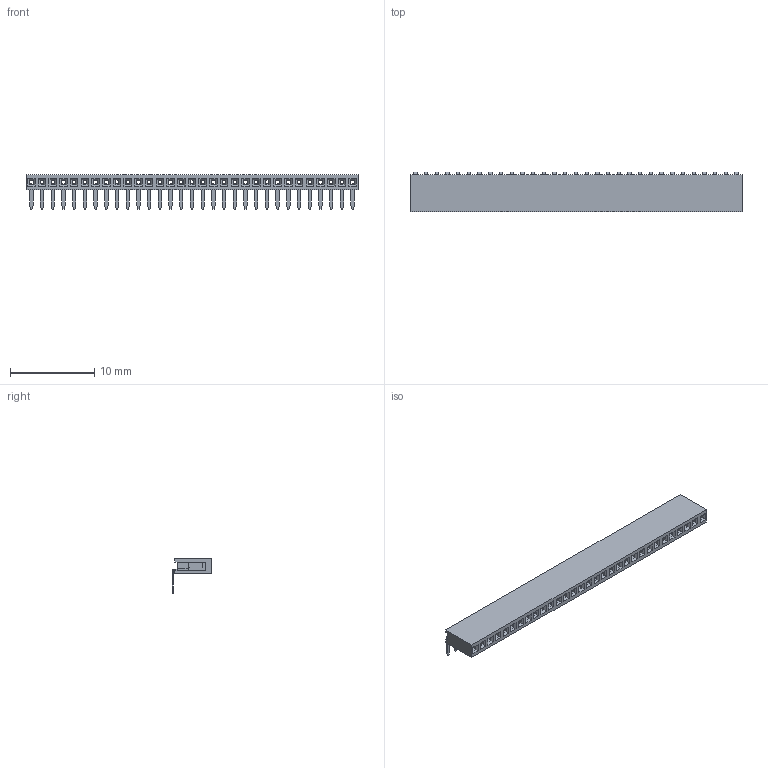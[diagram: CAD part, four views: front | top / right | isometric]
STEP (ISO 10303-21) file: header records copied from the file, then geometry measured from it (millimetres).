
FILE_DESCRIPTION(('STEP AP214'), '1');
FILE_NAME('PBS1.27-R', '', ('UNSPECIFIED'), ('UNSPECIFIED'), 'ASCON STEP Converter 1.6', 'ASCON Math Kernel', '');
FILE_SCHEMA(('AUTOMOTIVE_DESIGN { 1 0 10303 214 3 1 1}'));
Length unit declared in the file: millimetre
Bounding box: 39.37 x 4.7 x 4.1 mm (x, y, z)
Volume: 224.1 mm3; surface area: 1573.5 mm2
Topology: 32 solids, 32 shells, 1839 faces, 4953 edges, 3178 vertices
Faces by surface type: plane 1560, cylinder 279
Entity records: 71491 total; most frequent: CARTESIAN_POINT 9971, ORIENTED_EDGE 9906, DIRECTION 9191, EDGE_CURVE 4953, LINE 4395, VECTOR 4395, VERTEX_POINT 3178, AXIS2_PLACEMENT_3D 2398
